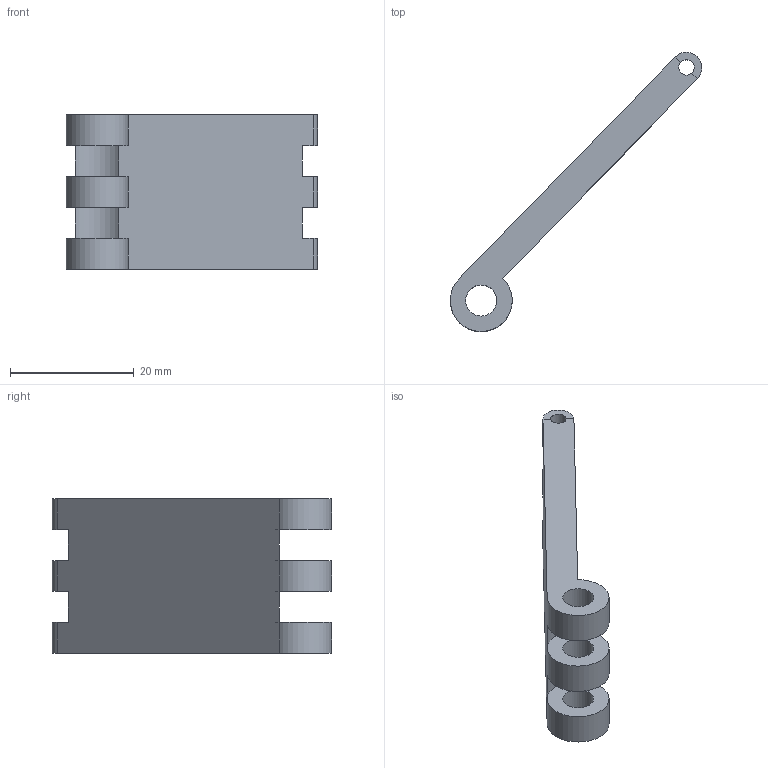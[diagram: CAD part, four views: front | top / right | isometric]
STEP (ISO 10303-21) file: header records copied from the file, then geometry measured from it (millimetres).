
FILE_DESCRIPTION(/* description */ (''),/* implementation_level */ '2;1');
FILE_NAME(/* name */ 'phone stand adjuster.step',/* time_stamp */ '2025-12-02T22:23:13-05:00',/* author */ (''),/* organization */ (''),/* preprocessor_version */ 'ST-DEVELOPER v20.1',/* originating_system */ 'Autodesk Translation Framework v14.21.0.0',/* authorisation */ '');
FILE_SCHEMA (('AUTOMOTIVE_DESIGN { 1 0 10303 214 3 1 1 }'));
Length unit declared in the file: millimetre
Products named in the file (1): 2025-12-02-14-41-19-942
Bounding box: 40.56 x 45.06 x 25 mm (x, y, z)
Volume: 6591.3 mm3; surface area: 4246.9 mm2
Topology: 4 solids, 4 shells, 49 faces, 115 edges, 74 vertices
Faces by surface type: plane 32, cylinder 17
Full cylindrical faces by diameter (mm): 5 x3
Entity records: 1441 total; most frequent: DIRECTION 249, CARTESIAN_POINT 239, ORIENTED_EDGE 230, EDGE_CURVE 115, AXIS2_PLACEMENT_3D 84, LINE 81, VECTOR 81, VERTEX_POINT 74
